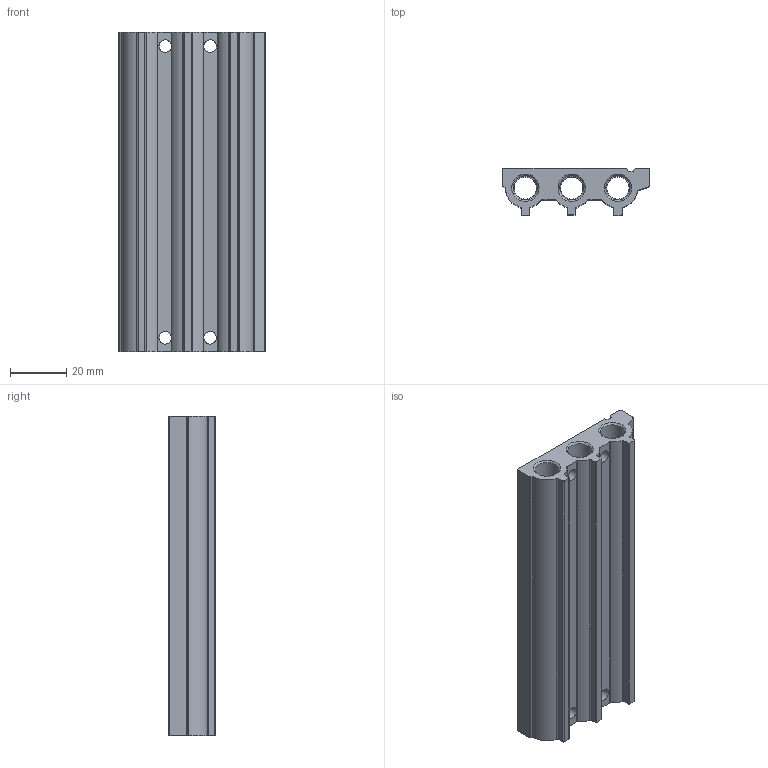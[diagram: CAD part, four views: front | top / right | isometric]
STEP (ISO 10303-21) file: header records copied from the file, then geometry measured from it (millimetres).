
FILE_DESCRIPTION(/* description */ ('STEP AP214'),/* implementation_level */ '2;1');
FILE_NAME(/* name */ '566565_VABM-L1-10S-G18-9',/* time_stamp */ '2024-09-16T01:23:11+02:00',/* author */ ('License CC BY-ND 4.0'),/* organization */ ('CADENAS'),/* preprocessor_version */ 'ST-DEVELOPER v19.3',/* originating_system */ 'PARTsolutions',/* authorisation */ ' ');
FILE_SCHEMA (('AUTOMOTIVE_DESIGN {1 0 10303 214 3 1 1}'));
Length unit declared in the file: millimetre
Products named in the file (2): 566565 VABM-L1-10S-G18-9; 566565 VABM-L1-10S-G18-9---(L1-P)
Assembly tree (1 placements, depth 2):
  566565 VABM-L1-10S-G18-9
    566565 VABM-L1-10S-G18-9---(L1-P)
Bounding box: 52.1 x 16.8 x 114 mm (x, y, z)
Volume: 50830.3 mm3; surface area: 29189.8 mm2
Topology: 1 solids, 1 shells, 245 faces, 729 edges, 467 vertices
Faces by surface type: cylinder 102, plane 83, cone 60
Full cylindrical faces by diameter (mm): 1.567 x18, 4.5 x4, 6 x27, 8 x3, 8.566 x6
Entity records: 7533 total; most frequent: CARTESIAN_POINT 1656, DIRECTION 1187, ORIENTED_EDGE 1046, EDGE_CURVE 523, AXIS2_PLACEMENT_3D 466, FACE_BOUND 457, VERTEX_POINT 424, EDGE_LOOP 421
